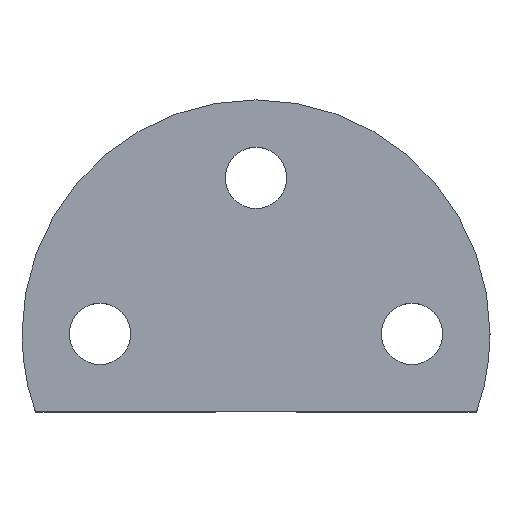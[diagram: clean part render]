
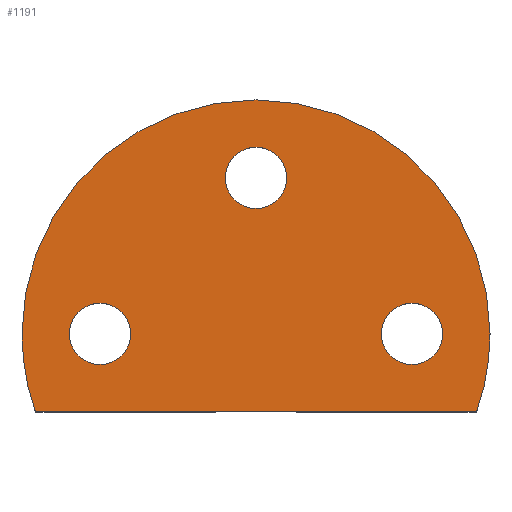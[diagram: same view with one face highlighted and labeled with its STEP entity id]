
A CAD part, top view. The second image highlights one B-rep face of the part: STEP entity #1191.
In plain terms, the highlighted planar face has unit normal (0, 0, 1).
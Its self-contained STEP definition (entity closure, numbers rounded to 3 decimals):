
#505=VERTEX_POINT('',#1412);
#639=EDGE_CURVE('',#667,#1085,#1557,.T.);
#667=VERTEX_POINT('',#1588);
#673=EDGE_CURVE('',#711,#951,#1596,.T.);
#693=EDGE_CURVE('',#851,#1123,#1618,.T.);
#711=VERTEX_POINT('',#1640);
#713=EDGE_CURVE('',#1085,#667,#1642,.T.);
#719=EDGE_CURVE('',#1341,#1165,#1648,.T.);
#731=EDGE_CURVE('',#1165,#1029,#1660,.T.);
#767=EDGE_CURVE('',#505,#1341,#1703,.T.);
#851=VERTEX_POINT('',#1804);
#883=EDGE_CURVE('',#505,#1029,#1839,.T.);
#951=VERTEX_POINT('',#1917);
#1027=EDGE_CURVE('',#1123,#851,#1998,.T.);
#1029=VERTEX_POINT('',#2000);
#1085=VERTEX_POINT('',#2060);
#1123=VERTEX_POINT('',#2101);
#1165=VERTEX_POINT('',#2147);
#1191=ADVANCED_FACE('',(#2175,#2176,#2177,#2178),#2179,.T.);
#1331=EDGE_CURVE('',#951,#711,#2340,.T.);
#1341=VERTEX_POINT('',#2352);
#1412=CARTESIAN_POINT('',(-19.799,-7.,0.));
#1557=CIRCLE('',#2681,2.75);
#1588=CARTESIAN_POINT('',(16.75,0.0,0.));
#1596=CIRCLE('',#2745,2.75);
#1618=CIRCLE('',#2774,2.75);
#1640=CARTESIAN_POINT('',(-11.25,0.0,0.));
#1642=CIRCLE('',#2812,2.75);
#1648=CIRCLE('',#2839,21.0);
#1660=CIRCLE('',#2865,21.0);
#1703=CIRCLE('',#2963,21.0);
#1804=CARTESIAN_POINT('',(2.75,14.,0.));
#1839=LINE('',#3214,#3215);
#1917=CARTESIAN_POINT('',(-16.75,0.,0.));
#1998=CIRCLE('',#3502,2.75);
#2000=CARTESIAN_POINT('',(19.799,-7.,0.));
#2060=CARTESIAN_POINT('',(11.25,0.,0.));
#2101=CARTESIAN_POINT('',(-2.75,14.,0.));
#2147=CARTESIAN_POINT('',(21.0,0.,0.));
#2175=FACE_OUTER_BOUND('',#3792,.T.);
#2176=FACE_BOUND('',#3793,.T.);
#2177=FACE_BOUND('',#3794,.T.);
#2178=FACE_BOUND('',#3795,.T.);
#2179=PLANE('',#3796);
#2340=CIRCLE('',#4050,2.75);
#2352=CARTESIAN_POINT('',(-21.0,0.,0.));
#2681=AXIS2_PLACEMENT_3D('',#4273,#4274,#4275);
#2745=AXIS2_PLACEMENT_3D('',#4320,#4321,#4322);
#2774=AXIS2_PLACEMENT_3D('',#4347,#4348,#4349);
#2812=AXIS2_PLACEMENT_3D('',#4387,#4388,#4389);
#2839=AXIS2_PLACEMENT_3D('',#4390,#4391,#4392);
#2865=AXIS2_PLACEMENT_3D('',#4402,#4403,#4404);
#2963=AXIS2_PLACEMENT_3D('',#4466,#4467,#4468);
#3214=CARTESIAN_POINT('',(4.649,-7.,0.));
#3215=VECTOR('',#4647,1.0);
#3502=AXIS2_PLACEMENT_3D('',#4810,#4811,#4812);
#3792=EDGE_LOOP('',(#4995,#4996,#4997,#4998));
#3793=EDGE_LOOP('',(#4999,#5000));
#3794=EDGE_LOOP('',(#5001,#5002));
#3795=EDGE_LOOP('',(#5003,#5004));
#3796=AXIS2_PLACEMENT_3D('',#5005,#5006,#5007);
#4050=AXIS2_PLACEMENT_3D('',#5232,#5233,#5234);
#4273=CARTESIAN_POINT('',(14.,0.,0.));
#4274=DIRECTION('',(0.0,0.0,-1.0));
#4275=DIRECTION('',(1.0,0.0,0.0));
#4320=CARTESIAN_POINT('',(-14.,0.,0.));
#4321=DIRECTION('',(0.0,0.0,-1.0));
#4322=DIRECTION('',(1.0,0.0,0.0));
#4347=CARTESIAN_POINT('',(0.,14.,0.));
#4348=DIRECTION('',(0.0,0.0,-1.0));
#4349=DIRECTION('',(1.0,0.0,0.0));
#4387=CARTESIAN_POINT('',(14.,0.,0.));
#4388=DIRECTION('',(0.0,0.0,-1.0));
#4389=DIRECTION('',(1.0,0.0,0.0));
#4390=CARTESIAN_POINT('',(0.,0.,0.));
#4391=DIRECTION('',(0.0,0.0,-1.0));
#4392=DIRECTION('',(-1.0,0.,0.0));
#4402=CARTESIAN_POINT('',(0.,0.,0.));
#4403=DIRECTION('',(0.0,0.0,-1.0));
#4404=DIRECTION('',(-1.0,0.,0.0));
#4466=CARTESIAN_POINT('',(0.,0.,0.));
#4467=DIRECTION('',(0.0,0.0,-1.0));
#4468=DIRECTION('',(-1.0,0.,0.0));
#4647=DIRECTION('',(1.0,0.,0.0));
#4810=CARTESIAN_POINT('',(0.,14.,0.));
#4811=DIRECTION('',(0.0,0.0,-1.0));
#4812=DIRECTION('',(1.0,0.0,0.0));
#4995=ORIENTED_EDGE('',*,*,#883,.T.);
#4996=ORIENTED_EDGE('',*,*,#731,.F.);
#4997=ORIENTED_EDGE('',*,*,#719,.F.);
#4998=ORIENTED_EDGE('',*,*,#767,.F.);
#4999=ORIENTED_EDGE('',*,*,#639,.T.);
#5000=ORIENTED_EDGE('',*,*,#713,.T.);
#5001=ORIENTED_EDGE('',*,*,#693,.T.);
#5002=ORIENTED_EDGE('',*,*,#1027,.T.);
#5003=ORIENTED_EDGE('',*,*,#673,.T.);
#5004=ORIENTED_EDGE('',*,*,#1331,.T.);
#5005=CARTESIAN_POINT('',(-10.5,0.,0.));
#5006=DIRECTION('',(0.0,0.0,1.0));
#5007=DIRECTION('',(-1.0,0.,0.0));
#5232=CARTESIAN_POINT('',(-14.,0.,0.));
#5233=DIRECTION('',(0.0,0.0,-1.0));
#5234=DIRECTION('',(1.0,0.0,0.0));
